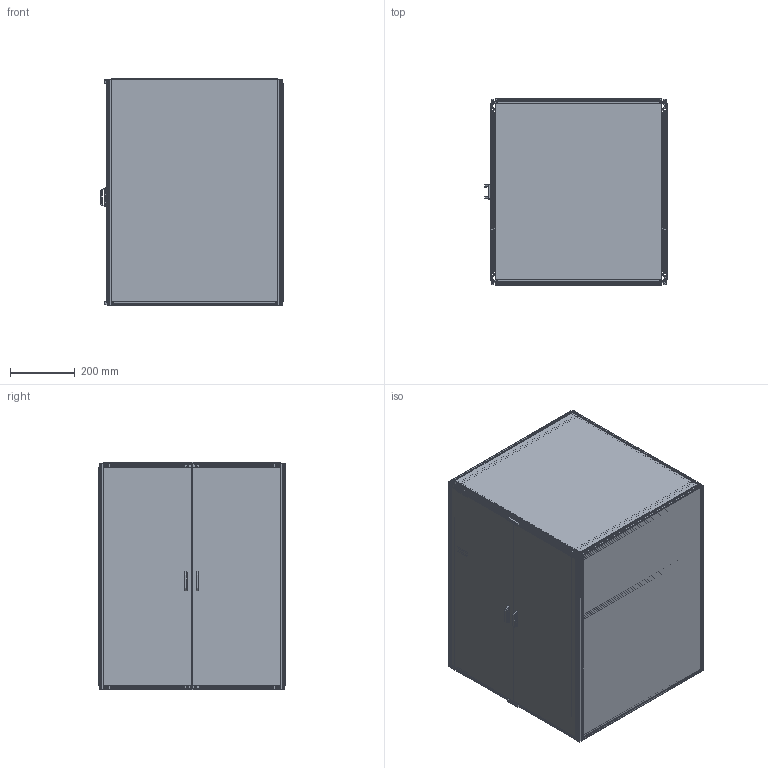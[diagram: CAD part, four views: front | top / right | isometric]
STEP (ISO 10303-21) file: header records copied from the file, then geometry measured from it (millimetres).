
FILE_DESCRIPTION(/* description */ (''),/* implementation_level */ '2;1');
FILE_NAME(/* name */ 'VoronBot 330 Frame v1.step',/* time_stamp */ '2024-09-08T10:20:28+02:00',/* author */ (''),/* organization */ (''),/* preprocessor_version */ 'ST-DEVELOPER v20',/* originating_system */ 'Autodesk Translation Framework v13.14.0.145',/* authorisation */ '');
FILE_SCHEMA (('AUTOMOTIVE_DESIGN { 1 0 10303 214 3 1 1 }'));
Length unit declared in the file: millimetre
Products named in the file (27): VoronBot 330 Frame; Telaio; 20X20 - T-slot - Aluminium Profile v1 (3); alu-extrusion-profile_20x40x1000 v4; alu-extrusion-profile_20x40x1000 v4 (1); 20X20 - T-slot - Aluminium Profile v1; Pannelli; Pannello posteriore; Pannello frontale sinistro; Pannello frontale destro; Pannello superiore; Pannello laterale destro; Pannello lateralesinistro; Pannello interno inferiore; Maniglia portello frontale v1; blocchetto magneti v1; Door Latch Top; 3x6mm Magnet (4); 3x6mm Magnet (5); M3x8 SHCS (119); M3 Hammerhead T-Nut (58); blocchetto magneti v1 (1); Door Latch Top (1); 3x6mm Magnet (4) (1); 3x6mm Magnet (5) (1); M3x8 SHCS (119) (1); M3 Hammerhead T-Nut (58) (1)
Assembly tree (39 placements, depth 5):
  VoronBot 330 Frame
    Telaio
      20X20 - T-slot - Aluminium Profile v1  x6
      alu-extrusion-profile_20x40x1000 v4  x4
      alu-extrusion-profile_20x40x1000 v4 (1)  x6
      20X20 - T-slot - Aluminium Profile v1 (3)
    Pannelli
      Pannello posteriore
      Pannello frontale sinistro
      Pannello frontale destro
      Pannello superiore
      Pannello laterale destro
      Pannello lateralesinistro
      Pannello interno inferiore
      Maniglia portello frontale v1
      blocchetto magneti v1
        Door Latch Top
          3x6mm Magnet (4)
          3x6mm Magnet (5)
          M3x8 SHCS (119)
          M3 Hammerhead T-Nut (58)
      blocchetto magneti v1 (1)
        Door Latch Top (1)
          3x6mm Magnet (4) (1)
          3x6mm Magnet (5) (1)
          M3x8 SHCS (119) (1)
          M3 Hammerhead T-Nut (58) (1)
Bounding box: 562.82 x 576 x 703 mm (x, y, z)
Volume: 8273194 mm3; surface area: 6348666.6 mm2
Topology: 36 solids, 36 shells, 1823 faces, 5061 edges, 3312 vertices
Faces by surface type: plane 1518, cylinder 227, cone 50, torus 12, sphere 8, bspline 8
Full cylindrical faces by diameter (mm): 3 x4, 3.4 x2, 4.2 x20, 5 x7, 5.5 x2, 6 x4, 32 x1, 52 x1
Entity records: 24425 total; most frequent: CARTESIAN_POINT 4415, ORIENTED_EDGE 3996, DIRECTION 3986, EDGE_CURVE 1998, LINE 1624, VECTOR 1624, VERTEX_POINT 1270, AXIS2_PLACEMENT_3D 1181
